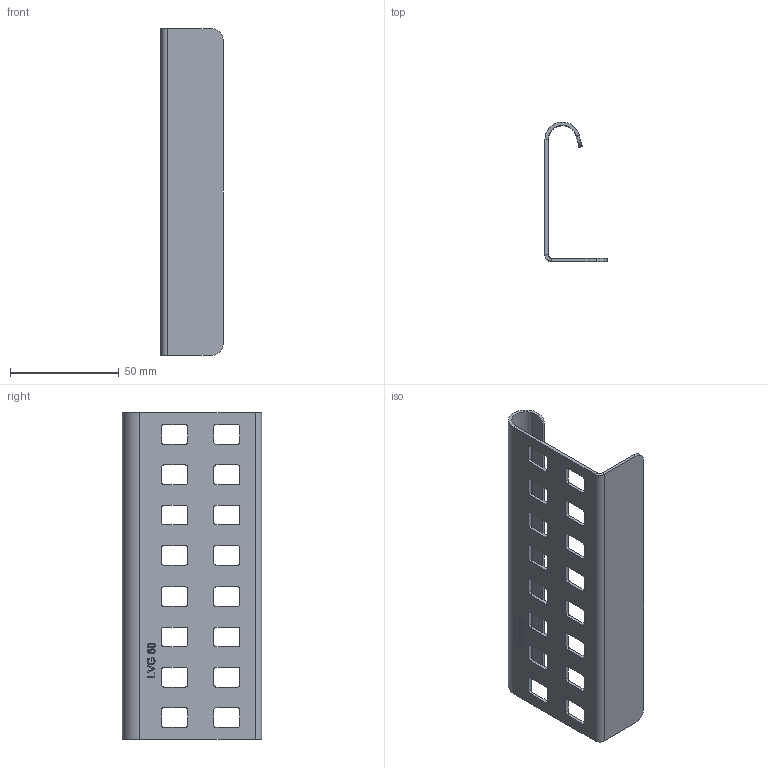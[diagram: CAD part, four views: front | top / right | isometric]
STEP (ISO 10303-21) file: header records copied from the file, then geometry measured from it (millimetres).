
FILE_DESCRIPTION((''),'2;1');
FILE_NAME('6208840','2013-01-28T',('AndreasKeweloh'),(''),'PRO/ENGINEER BY PARAMETRIC TECHNOLOGY CORPORATION, 2012360','PRO/ENGINEER BY PARAMETRIC TECHNOLOGY CORPORATION, 2012360','');
FILE_SCHEMA(('CONFIG_CONTROL_DESIGN'));
Length unit declared in the file: millimetre
Products named in the file (1): 6208840
Bounding box: 28.5 x 63.99 x 150 mm (x, y, z)
Volume: 21731.1 mm3; surface area: 30713.9 mm2
Topology: 1 solids, 1 shells, 217 faces, 608 edges, 400 vertices
Faces by surface type: plane 109, cylinder 72, extrusion 36
Entity records: 8566 total; most frequent: CARTESIAN_POINT 2875, ORIENTED_EDGE 1216, DIRECTION 1078, EDGE_CURVE 608, VECTOR 428, VERTEX_POINT 400, LINE 392, AXIS2_PLACEMENT_3D 325
